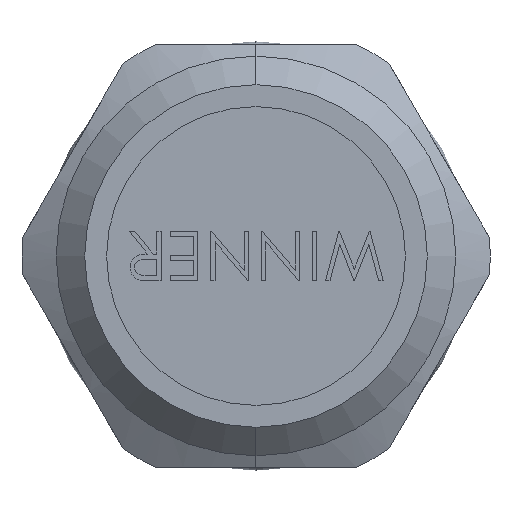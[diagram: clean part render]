
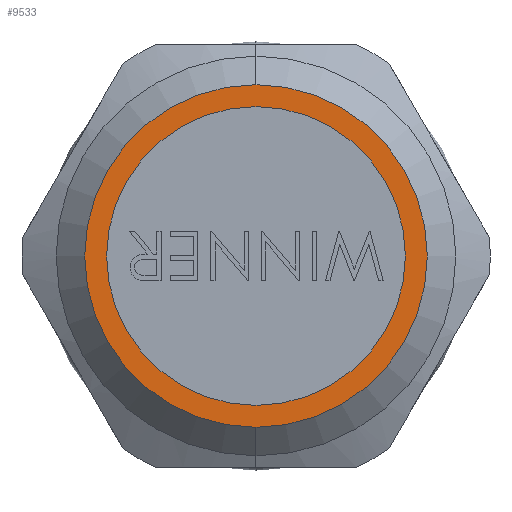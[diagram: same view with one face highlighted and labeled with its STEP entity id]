
A CAD part, left-side view. The second image highlights one B-rep face of the part: STEP entity #9533.
In plain terms, the highlighted planar face has unit normal (-1, 0, 0).
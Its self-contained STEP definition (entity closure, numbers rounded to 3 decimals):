
#94 = VERTEX_POINT ( 'NONE', #4456 ) ;
#152 = ORIENTED_EDGE ( 'NONE', *, *, #5417, .F. ) ;
#284 = CIRCLE ( 'NONE', #3620, 7.85 ) ;
#663 = AXIS2_PLACEMENT_3D ( 'NONE', #748, #3950, #2331 ) ;
#748 = CARTESIAN_POINT ( 'NONE',  ( -15.6, 0., 0. ) ) ;
#816 = EDGE_LOOP ( 'NONE', ( #3727, #152 ) ) ;
#1129 = EDGE_LOOP ( 'NONE', ( #8176, #4810 ) ) ;
#1242 = AXIS2_PLACEMENT_3D ( 'NONE', #7992, #7084, #8042 ) ;
#2331 = DIRECTION ( 'NONE',  ( 0., 0., 1. ) ) ;
#2396 = EDGE_CURVE ( 'NONE', #94, #4021, #2591, .T. ) ;
#2553 = CARTESIAN_POINT ( 'NONE',  ( -15.6, 0., 9. ) ) ;
#2591 = CIRCLE ( 'NONE', #6819, 7.85 ) ;
#2653 = FACE_BOUND ( 'NONE', #1129, .T. ) ;
#2827 = DIRECTION ( 'NONE',  ( -1., 0., 0. ) ) ;
#3409 = DIRECTION ( 'NONE',  ( 0., 0., -1. ) ) ;
#3607 = VERTEX_POINT ( 'NONE', #2553 ) ;
#3620 = AXIS2_PLACEMENT_3D ( 'NONE', #8431, #2827, #10109 ) ;
#3727 = ORIENTED_EDGE ( 'NONE', *, *, #6313, .F. ) ;
#3950 = DIRECTION ( 'NONE',  ( -1., 0., 0. ) ) ;
#4021 = VERTEX_POINT ( 'NONE', #8365 ) ;
#4456 = CARTESIAN_POINT ( 'NONE',  ( -15.6, -7.85, 0. ) ) ;
#4810 = ORIENTED_EDGE ( 'NONE', *, *, #6928, .F. ) ;
#4862 = PLANE ( 'NONE',  #663 ) ;
#5201 = CIRCLE ( 'NONE', #6778, 9. ) ;
#5417 = EDGE_CURVE ( 'NONE', #3607, #10423, #5201, .T. ) ;
#5753 = CARTESIAN_POINT ( 'NONE',  ( -15.6, 0., 0. ) ) ;
#6313 = EDGE_CURVE ( 'NONE', #10423, #3607, #9383, .T. ) ;
#6484 = CARTESIAN_POINT ( 'NONE',  ( -15.6, 0., -9. ) ) ;
#6538 = DIRECTION ( 'NONE',  ( 1., 0., 0. ) ) ;
#6778 = AXIS2_PLACEMENT_3D ( 'NONE', #5753, #6538, #3409 ) ;
#6819 = AXIS2_PLACEMENT_3D ( 'NONE', #9181, #7628, #8430 ) ;
#6928 = EDGE_CURVE ( 'NONE', #4021, #94, #284, .T. ) ;
#7084 = DIRECTION ( 'NONE',  ( 1., 0., 0. ) ) ;
#7628 = DIRECTION ( 'NONE',  ( -1., 0., 0. ) ) ;
#7992 = CARTESIAN_POINT ( 'NONE',  ( -15.6, 0., 0. ) ) ;
#8042 = DIRECTION ( 'NONE',  ( 0., 0., -1. ) ) ;
#8176 = ORIENTED_EDGE ( 'NONE', *, *, #2396, .F. ) ;
#8365 = CARTESIAN_POINT ( 'NONE',  ( -15.6, 7.85, 0. ) ) ;
#8430 = DIRECTION ( 'NONE',  ( 0., -1., 0. ) ) ;
#8431 = CARTESIAN_POINT ( 'NONE',  ( -15.6, 0., 0. ) ) ;
#8863 = FACE_OUTER_BOUND ( 'NONE', #816, .T. ) ;
#9181 = CARTESIAN_POINT ( 'NONE',  ( -15.6, 0., 0. ) ) ;
#9383 = CIRCLE ( 'NONE', #1242, 9. ) ;
#9533 = ADVANCED_FACE ( 'NONE', ( #8863, #2653 ), #4862, .T. ) ;
#10109 = DIRECTION ( 'NONE',  ( 0., -1., 0. ) ) ;
#10423 = VERTEX_POINT ( 'NONE', #6484 ) ;
